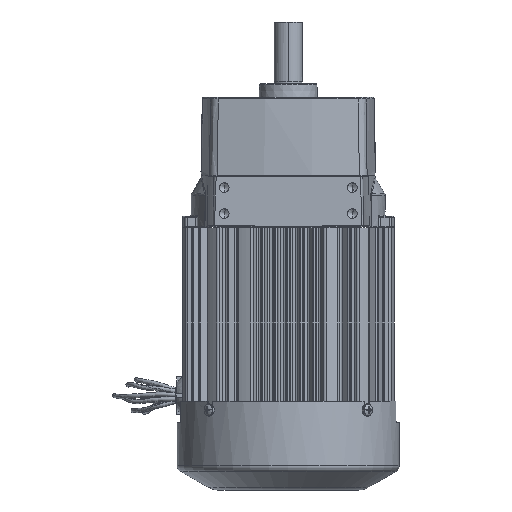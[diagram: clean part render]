
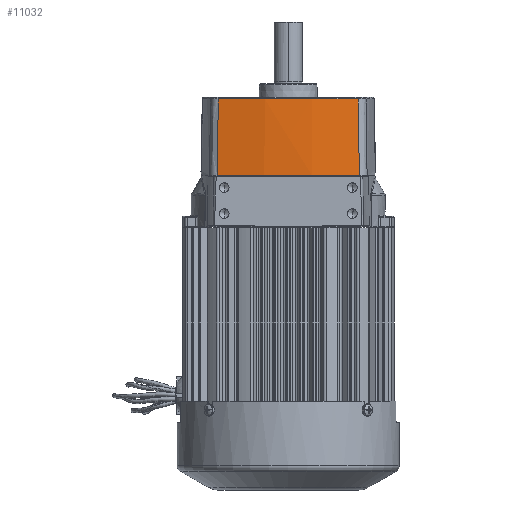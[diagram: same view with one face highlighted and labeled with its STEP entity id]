
A CAD part, front view. The second image highlights one B-rep face of the part: STEP entity #11032.
In plain terms, the highlighted conical face has half-angle 1 degrees and reference radius 203.2 mm.
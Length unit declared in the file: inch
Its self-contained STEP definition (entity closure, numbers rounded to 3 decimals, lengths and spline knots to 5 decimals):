
#456 = CARTESIAN_POINT ( 'NONE',  ( 0., 5.68, 0. ) ) ;
#2033 = CARTESIAN_POINT ( 'NONE',  ( 1.87744, -2.08375, -0.71452 ) ) ;
#2879 = B_SPLINE_CURVE_WITH_KNOTS ( 'NONE', 3,
 ( #18280, #42661, #50842, #26495, #2033, #30564, #6166 ),
 .UNSPECIFIED., .F., .F.,
 ( 4, 3, 4 ),
 ( 0.0015, 0.02697, 0.05317 ),
 .UNSPECIFIED. ) ;
#3101 = VERTEX_POINT ( 'NONE', #43461 ) ;
#4642 = ORIENTED_EDGE ( 'NONE', *, *, #17542, .T. ) ;
#6166 = CARTESIAN_POINT ( 'NONE',  ( 1.88764, -2.09363, -0.027 ) ) ;
#6608 = CARTESIAN_POINT ( 'NONE',  ( -1.88254, -2.08869, -0.37076 ) ) ;
#7461 = ORIENTED_EDGE ( 'NONE', *, *, #41873, .T. ) ;
#7555 = VERTEX_POINT ( 'NONE', #20464 ) ;
#8169 = CARTESIAN_POINT ( 'NONE',  ( 1.88764, -2.09363, -0.027 ) ) ;
#11032 = ADVANCED_FACE ( 'NONE', ( #16417 ), #46397, .T. ) ;
#12214 = DIRECTION ( 'NONE',  ( 0., 0., 1. ) ) ;
#13385 = EDGE_CURVE ( 'NONE', #3101, #33246, #2879, .T. ) ;
#16417 = FACE_OUTER_BOUND ( 'NONE', #46343, .T. ) ;
#16850 = DIRECTION ( 'NONE',  ( 0., 0., 1. ) ) ;
#17542 = EDGE_CURVE ( 'NONE', #33246, #7555, #20430, .T. ) ;
#18280 = CARTESIAN_POINT ( 'NONE',  ( 1.85745, -2.06439, -2.06105 ) ) ;
#18630 = VERTEX_POINT ( 'NONE', #50939 ) ;
#18907 = CARTESIAN_POINT ( 'NONE',  ( -1.87234, -2.07881, -1.05828 ) ) ;
#20430 = CIRCLE ( 'NONE', #20606, 7.99953 ) ;
#20464 = CARTESIAN_POINT ( 'NONE',  ( -1.88764, -2.09363, -0.027 ) ) ;
#20606 = AXIS2_PLACEMENT_3D ( 'NONE', #21552, #50008, #25664 ) ;
#21552 = CARTESIAN_POINT ( 'NONE',  ( 0., 5.68, -0.027 ) ) ;
#23014 = CARTESIAN_POINT ( 'NONE',  ( -1.86241, -2.0692, -1.72679 ) ) ;
#25664 = DIRECTION ( 'NONE',  ( 1., 0., 0. ) ) ;
#26495 = CARTESIAN_POINT ( 'NONE',  ( 1.87234, -2.07881, -1.05828 ) ) ;
#29551 = CIRCLE ( 'NONE', #46149, 7.96402 ) ;
#30564 = CARTESIAN_POINT ( 'NONE',  ( 1.88254, -2.08869, -0.37076 ) ) ;
#31037 = CARTESIAN_POINT ( 'NONE',  ( -1.88764, -2.09363, -0.027 ) ) ;
#33246 = VERTEX_POINT ( 'NONE', #8169 ) ;
#36601 = CARTESIAN_POINT ( 'NONE',  ( 0., 5.68, -2.06105 ) ) ;
#37154 = AXIS2_PLACEMENT_3D ( 'NONE', #456, #16850, #41268 ) ;
#40699 = DIRECTION ( 'NONE',  ( -1., 0., 0. ) ) ;
#41268 = DIRECTION ( 'NONE',  ( 1., 0., 0. ) ) ;
#41873 = EDGE_CURVE ( 'NONE', #18630, #3101, #29551, .T. ) ;
#42568 = EDGE_CURVE ( 'NONE', #7555, #18630, #45250, .T. ) ;
#42661 = CARTESIAN_POINT ( 'NONE',  ( 1.86241, -2.0692, -1.72679 ) ) ;
#43291 = CARTESIAN_POINT ( 'NONE',  ( -1.87744, -2.08375, -0.71452 ) ) ;
#43461 = CARTESIAN_POINT ( 'NONE',  ( 1.85745, -2.06439, -2.06105 ) ) ;
#45250 = B_SPLINE_CURVE_WITH_KNOTS ( 'NONE', 3,
 ( #31037, #6608, #43291, #18907, #47381, #23014, #51459 ),
 .UNSPECIFIED., .F., .F.,
 ( 4, 3, 4 ),
 ( 0.00069, 0.02689, 0.05236 ),
 .UNSPECIFIED. ) ;
#46149 = AXIS2_PLACEMENT_3D ( 'NONE', #36601, #12214, #40699 ) ;
#46343 = EDGE_LOOP ( 'NONE', ( #52341, #4642, #46888, #7461 ) ) ;
#46397 = CONICAL_SURFACE ( 'NONE', #37154, 8., 0.017 ) ;
#46888 = ORIENTED_EDGE ( 'NONE', *, *, #42568, .T. ) ;
#47381 = CARTESIAN_POINT ( 'NONE',  ( -1.86738, -2.07401, -1.39254 ) ) ;
#50008 = DIRECTION ( 'NONE',  ( 0., 0., -1. ) ) ;
#50842 = CARTESIAN_POINT ( 'NONE',  ( 1.86738, -2.07401, -1.39254 ) ) ;
#50939 = CARTESIAN_POINT ( 'NONE',  ( -1.85745, -2.06439, -2.06105 ) ) ;
#51459 = CARTESIAN_POINT ( 'NONE',  ( -1.85745, -2.06439, -2.06105 ) ) ;
#52341 = ORIENTED_EDGE ( 'NONE', *, *, #13385, .T. ) ;
